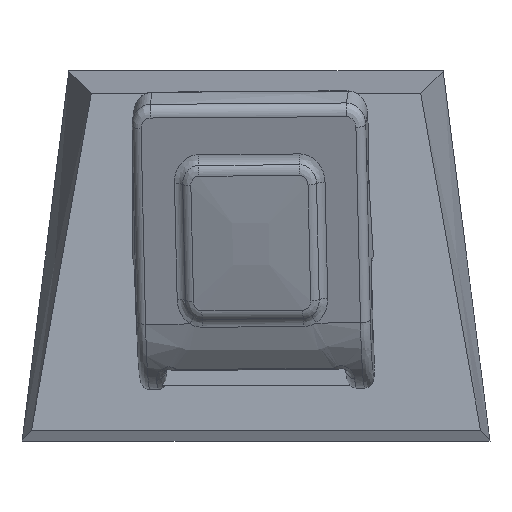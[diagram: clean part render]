
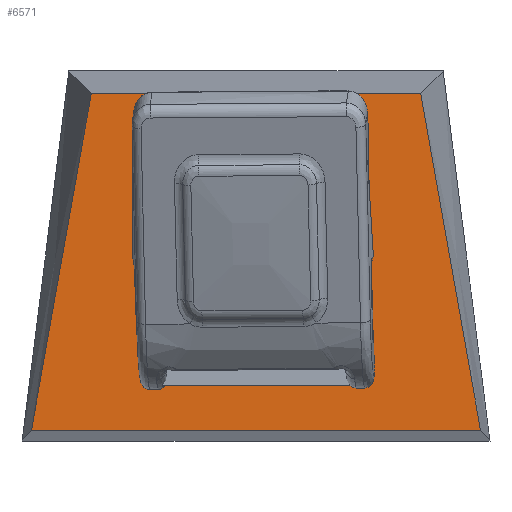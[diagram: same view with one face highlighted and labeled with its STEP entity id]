
A CAD part, top view. The second image highlights one B-rep face of the part: STEP entity #6571.
In plain terms, the highlighted planar face has unit normal (0, 0, 1).
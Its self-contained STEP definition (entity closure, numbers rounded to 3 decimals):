
#189 = LINE ( 'NONE', #6818, #18906 ) ;
#675 = EDGE_CURVE ( 'NONE', #10930, #3296, #684, .T. ) ;
#684 = LINE ( 'NONE', #17268, #19660 ) ;
#1075 = EDGE_CURVE ( 'NONE', #3296, #13104, #11860, .T. ) ;
#1135 = CARTESIAN_POINT ( 'NONE',  ( 600., -360., 0. ) ) ;
#1370 = ORIENTED_EDGE ( 'NONE', *, *, #14662, .T. ) ;
#1440 = ORIENTED_EDGE ( 'NONE', *, *, #3664, .T. ) ;
#1691 = CARTESIAN_POINT ( 'NONE',  ( 0., -360., 0. ) ) ;
#1716 = FACE_OUTER_BOUND ( 'NONE', #4650, .T. ) ;
#2234 = EDGE_CURVE ( 'NONE', #7632, #17877, #189, .T. ) ;
#2638 = EDGE_CURVE ( 'NONE', #9374, #10974, #6967, .T. ) ;
#2921 = LINE ( 'NONE', #16117, #8004 ) ;
#3047 = DIRECTION ( 'NONE',  ( 0., 0., 1. ) ) ;
#3062 = ORIENTED_EDGE ( 'NONE', *, *, #2638, .T. ) ;
#3124 = VECTOR ( 'NONE', #16486, 1000. ) ;
#3296 = VERTEX_POINT ( 'NONE', #16639 ) ;
#3540 = CARTESIAN_POINT ( 'NONE',  ( -300., 460., 0. ) ) ;
#3664 = EDGE_CURVE ( 'NONE', #13104, #7632, #10395, .T. ) ;
#3673 = ORIENTED_EDGE ( 'NONE', *, *, #9913, .T. ) ;
#4194 = VERTEX_POINT ( 'NONE', #1135 ) ;
#4314 = VECTOR ( 'NONE', #14185, 1000. ) ;
#4650 = EDGE_LOOP ( 'NONE', ( #15514, #9344, #7249, #1370 ) ) ;
#4945 = CARTESIAN_POINT ( 'NONE',  ( 300., 0., 0. ) ) ;
#5324 = VERTEX_POINT ( 'NONE', #3540 ) ;
#5367 = CARTESIAN_POINT ( 'NONE',  ( -440., 540., 0. ) ) ;
#5424 = VERTEX_POINT ( 'NONE', #5367 ) ;
#5607 = EDGE_CURVE ( 'NONE', #17877, #5324, #15227, .T. ) ;
#5676 = CARTESIAN_POINT ( 'NONE',  ( 0., 540., 0. ) ) ;
#5801 = VERTEX_POINT ( 'NONE', #17996 ) ;
#6036 = CARTESIAN_POINT ( 'NONE',  ( 0., 460., 0. ) ) ;
#6179 = ORIENTED_EDGE ( 'NONE', *, *, #5607, .T. ) ;
#6184 = CARTESIAN_POINT ( 'NONE',  ( -440., 540., 0. ) ) ;
#6296 = DIRECTION ( 'NONE',  ( 1., 0., 0. ) ) ;
#6571 = ADVANCED_FACE ( 'NONE', ( #13892, #1716 ), #12306, .T. ) ;
#6773 = VECTOR ( 'NONE', #17202, 1000. ) ;
#6803 = DIRECTION ( 'NONE',  ( -1., 0., 0. ) ) ;
#6818 = CARTESIAN_POINT ( 'NONE',  ( 0., -140., 0. ) ) ;
#6843 = DIRECTION ( 'NONE',  ( 0., -1., 0. ) ) ;
#6967 = LINE ( 'NONE', #4945, #13569 ) ;
#6977 = CARTESIAN_POINT ( 'NONE',  ( -250., -240., 0. ) ) ;
#7166 = CARTESIAN_POINT ( 'NONE',  ( -250., -140., 0. ) ) ;
#7249 = ORIENTED_EDGE ( 'NONE', *, *, #7976, .T. ) ;
#7493 = VECTOR ( 'NONE', #18753, 1000. ) ;
#7555 = DIRECTION ( 'NONE',  ( 0., 1., 0. ) ) ;
#7632 = VERTEX_POINT ( 'NONE', #7166 ) ;
#7727 = CARTESIAN_POINT ( 'NONE',  ( -250., 0., 0. ) ) ;
#7976 = EDGE_CURVE ( 'NONE', #5801, #4194, #8755, .T. ) ;
#8004 = VECTOR ( 'NONE', #6803, 1000. ) ;
#8375 = DIRECTION ( 'NONE',  ( -1., 0., 0. ) ) ;
#8717 = LINE ( 'NONE', #5676, #3124 ) ;
#8739 = DIRECTION ( 'NONE',  ( -0.175, 0.985, 0. ) ) ;
#8755 = LINE ( 'NONE', #1691, #10742 ) ;
#9344 = ORIENTED_EDGE ( 'NONE', *, *, #12822, .T. ) ;
#9374 = VERTEX_POINT ( 'NONE', #17055 ) ;
#9692 = CARTESIAN_POINT ( 'NONE',  ( 250., -140., 0. ) ) ;
#9879 = VECTOR ( 'NONE', #7555, 1000. ) ;
#9913 = EDGE_CURVE ( 'NONE', #10974, #10930, #2921, .T. ) ;
#10163 = CARTESIAN_POINT ( 'NONE',  ( 600., -360., 0. ) ) ;
#10395 = LINE ( 'NONE', #7727, #4314 ) ;
#10742 = VECTOR ( 'NONE', #18766, 1000. ) ;
#10757 = DIRECTION ( 'NONE',  ( 1., 0., 0. ) ) ;
#10930 = VERTEX_POINT ( 'NONE', #9692 ) ;
#10974 = VERTEX_POINT ( 'NONE', #19029 ) ;
#11057 = VERTEX_POINT ( 'NONE', #17525 ) ;
#11410 = LINE ( 'NONE', #6036, #18963 ) ;
#11860 = LINE ( 'NONE', #14057, #7493 ) ;
#12106 = CARTESIAN_POINT ( 'NONE',  ( -300., -140., 0. ) ) ;
#12160 = LINE ( 'NONE', #6184, #6773 ) ;
#12306 = PLANE ( 'NONE',  #14566 ) ;
#12529 = DIRECTION ( 'NONE',  ( 0., -1., 0. ) ) ;
#12822 = EDGE_CURVE ( 'NONE', #5424, #5801, #12160, .T. ) ;
#13020 = EDGE_LOOP ( 'NONE', ( #18638, #1440, #17776, #6179, #14606, #3062, #3673, #15066 ) ) ;
#13104 = VERTEX_POINT ( 'NONE', #6977 ) ;
#13569 = VECTOR ( 'NONE', #12529, 1000. ) ;
#13748 = CARTESIAN_POINT ( 'NONE',  ( -300., 0., 0. ) ) ;
#13892 = FACE_BOUND ( 'NONE', #13020, .T. ) ;
#14057 = CARTESIAN_POINT ( 'NONE',  ( 0., -240., 0. ) ) ;
#14185 = DIRECTION ( 'NONE',  ( 0., 1., 0. ) ) ;
#14317 = VECTOR ( 'NONE', #8739, 1000. ) ;
#14566 = AXIS2_PLACEMENT_3D ( 'NONE', #18622, #3047, #6296 ) ;
#14606 = ORIENTED_EDGE ( 'NONE', *, *, #18008, .T. ) ;
#14662 = EDGE_CURVE ( 'NONE', #4194, #11057, #18481, .T. ) ;
#15066 = ORIENTED_EDGE ( 'NONE', *, *, #675, .T. ) ;
#15227 = LINE ( 'NONE', #13748, #9879 ) ;
#15514 = ORIENTED_EDGE ( 'NONE', *, *, #18433, .T. ) ;
#16117 = CARTESIAN_POINT ( 'NONE',  ( 0., -140., 0. ) ) ;
#16486 = DIRECTION ( 'NONE',  ( -1., 0., 0. ) ) ;
#16639 = CARTESIAN_POINT ( 'NONE',  ( 250., -240., 0. ) ) ;
#17055 = CARTESIAN_POINT ( 'NONE',  ( 300., 460., 0. ) ) ;
#17202 = DIRECTION ( 'NONE',  ( -0.175, -0.985, 0. ) ) ;
#17268 = CARTESIAN_POINT ( 'NONE',  ( 250., 0., 0. ) ) ;
#17525 = CARTESIAN_POINT ( 'NONE',  ( 440., 540., 0. ) ) ;
#17776 = ORIENTED_EDGE ( 'NONE', *, *, #2234, .T. ) ;
#17877 = VERTEX_POINT ( 'NONE', #12106 ) ;
#17996 = CARTESIAN_POINT ( 'NONE',  ( -600., -360., 0. ) ) ;
#18008 = EDGE_CURVE ( 'NONE', #5324, #9374, #11410, .T. ) ;
#18433 = EDGE_CURVE ( 'NONE', #11057, #5424, #8717, .T. ) ;
#18481 = LINE ( 'NONE', #10163, #14317 ) ;
#18622 = CARTESIAN_POINT ( 'NONE',  ( 0., 0., 0. ) ) ;
#18638 = ORIENTED_EDGE ( 'NONE', *, *, #1075, .T. ) ;
#18753 = DIRECTION ( 'NONE',  ( -1., 0., 0. ) ) ;
#18766 = DIRECTION ( 'NONE',  ( 1., 0., 0. ) ) ;
#18906 = VECTOR ( 'NONE', #8375, 1000. ) ;
#18963 = VECTOR ( 'NONE', #10757, 1000. ) ;
#19029 = CARTESIAN_POINT ( 'NONE',  ( 300., -140., 0. ) ) ;
#19660 = VECTOR ( 'NONE', #6843, 1000. ) ;
